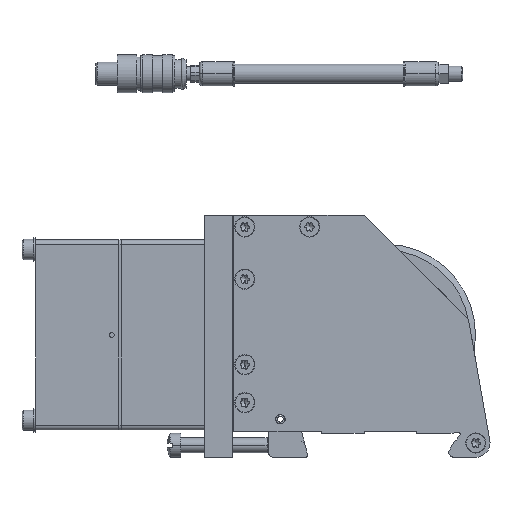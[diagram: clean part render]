
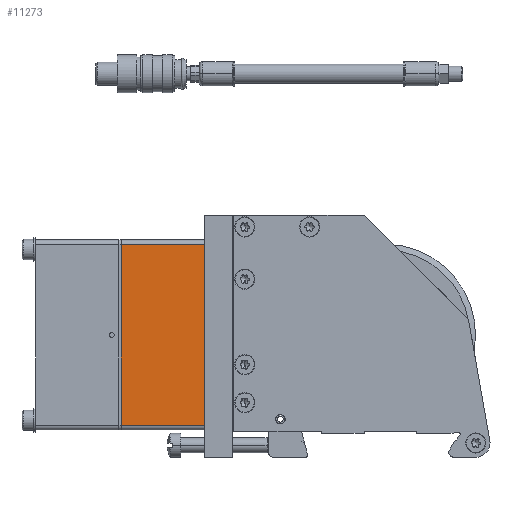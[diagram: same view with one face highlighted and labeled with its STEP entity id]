
A CAD part, left-side view. The second image highlights one B-rep face of the part: STEP entity #11273.
In plain terms, the highlighted planar face has unit normal (-1, 0, 0).
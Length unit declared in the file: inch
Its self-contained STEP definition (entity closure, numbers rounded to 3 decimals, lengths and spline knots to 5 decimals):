
#222 = VERTEX_POINT ( 'NONE', #13138 ) ;
#1444 = DIRECTION ( 'NONE',  ( 0., 0., 1. ) ) ;
#1723 = DIRECTION ( 'NONE',  ( 0., 0., -1. ) ) ;
#1828 = VERTEX_POINT ( 'NONE', #13466 ) ;
#2116 = CARTESIAN_POINT ( 'NONE',  ( 0.00827, 1.90157, 1.5748 ) ) ;
#2854 = DIRECTION ( 'NONE',  ( 0., 0., 1. ) ) ;
#3482 = EDGE_CURVE ( 'NONE', #19607, #1828, #11821, .T. ) ;
#3956 = CARTESIAN_POINT ( 'NONE',  ( 0.00827, 3.27953, 1.49606 ) ) ;
#5756 = ORIENTED_EDGE ( 'NONE', *, *, #7538, .F. ) ;
#6459 = CARTESIAN_POINT ( 'NONE',  ( 0.00827, 3.27953, -1.49606 ) ) ;
#7265 = CARTESIAN_POINT ( 'NONE',  ( 0.00827, 3.27953, 1.5748 ) ) ;
#7538 = EDGE_CURVE ( 'NONE', #19607, #20099, #19591, .T. ) ;
#8522 = EDGE_CURVE ( 'NONE', #222, #1828, #25966, .T. ) ;
#8787 = CARTESIAN_POINT ( 'NONE',  ( 0.00827, 3.27953, 1.5748 ) ) ;
#8840 = EDGE_LOOP ( 'NONE', ( #12307, #25916, #5756, #11208 ) ) ;
#9042 = DIRECTION ( 'NONE',  ( -1., 0., 0. ) ) ;
#9056 = EDGE_CURVE ( 'NONE', #222, #20099, #12400, .T. ) ;
#10177 = VECTOR ( 'NONE', #20473, 39.37008 ) ;
#11208 = ORIENTED_EDGE ( 'NONE', *, *, #3482, .T. ) ;
#11273 = ADVANCED_FACE ( 'NONE', ( #20950 ), #15258, .T. ) ;
#11821 = LINE ( 'NONE', #19678, #17506 ) ;
#12307 = ORIENTED_EDGE ( 'NONE', *, *, #8522, .F. ) ;
#12400 = LINE ( 'NONE', #18390, #10177 ) ;
#13138 = CARTESIAN_POINT ( 'NONE',  ( 0.00827, 1.90157, 1.49606 ) ) ;
#13466 = CARTESIAN_POINT ( 'NONE',  ( 0.00827, 1.90157, -1.49606 ) ) ;
#15258 = PLANE ( 'NONE',  #24480 ) ;
#16484 = VECTOR ( 'NONE', #1723, 39.37008 ) ;
#17506 = VECTOR ( 'NONE', #20169, 39.37008 ) ;
#18390 = CARTESIAN_POINT ( 'NONE',  ( 0.00827, 3.27953, 1.49606 ) ) ;
#19591 = LINE ( 'NONE', #7265, #19986 ) ;
#19607 = VERTEX_POINT ( 'NONE', #6459 ) ;
#19678 = CARTESIAN_POINT ( 'NONE',  ( 0.00827, 3.27953, -1.49606 ) ) ;
#19986 = VECTOR ( 'NONE', #1444, 39.37008 ) ;
#20099 = VERTEX_POINT ( 'NONE', #3956 ) ;
#20169 = DIRECTION ( 'NONE',  ( 0., -1., 0. ) ) ;
#20473 = DIRECTION ( 'NONE',  ( 0., 1., 0. ) ) ;
#20950 = FACE_OUTER_BOUND ( 'NONE', #8840, .T. ) ;
#24480 = AXIS2_PLACEMENT_3D ( 'NONE', #8787, #9042, #2854 ) ;
#25916 = ORIENTED_EDGE ( 'NONE', *, *, #9056, .T. ) ;
#25966 = LINE ( 'NONE', #2116, #16484 ) ;
